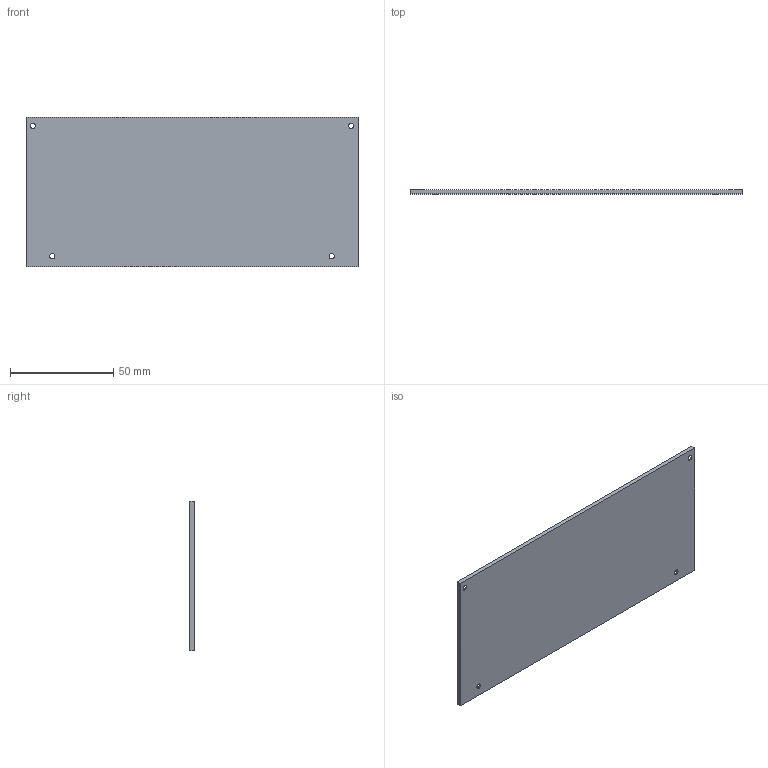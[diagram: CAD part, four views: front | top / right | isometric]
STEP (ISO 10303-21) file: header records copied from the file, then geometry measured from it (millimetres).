
FILE_DESCRIPTION(/* description */ (''),/* implementation_level */ '2;1');
FILE_NAME(/* name */ 'couvercle.stp',/* time_stamp */ '2024-05-29T14:19:22+02:00',/* author */ ('michgae'),/* organization */ (''),/* preprocessor_version */ 'ST-DEVELOPER v20',/* originating_system */ 'Autodesk Inventor 2024',/* authorisation */ '');
FILE_SCHEMA (('AUTOMOTIVE_DESIGN { 1 0 10303 214 3 1 1 }'));
Length unit declared in the file: millimetre
Products named in the file (1): couvercle
Bounding box: 160.5 x 2 x 72.5 mm (x, y, z)
Volume: 23136.9 mm3; surface area: 24212.1 mm2
Topology: 1 solids, 1 shells, 10 faces, 27 edges, 17 vertices
Faces by surface type: plane 6, cone 4
Entity records: 375 total; most frequent: DIRECTION 58, CARTESIAN_POINT 55, ORIENTED_EDGE 54, EDGE_CURVE 27, AXIS2_PLACEMENT_3D 20, LINE 18, VECTOR 18, VERTEX_POINT 17
